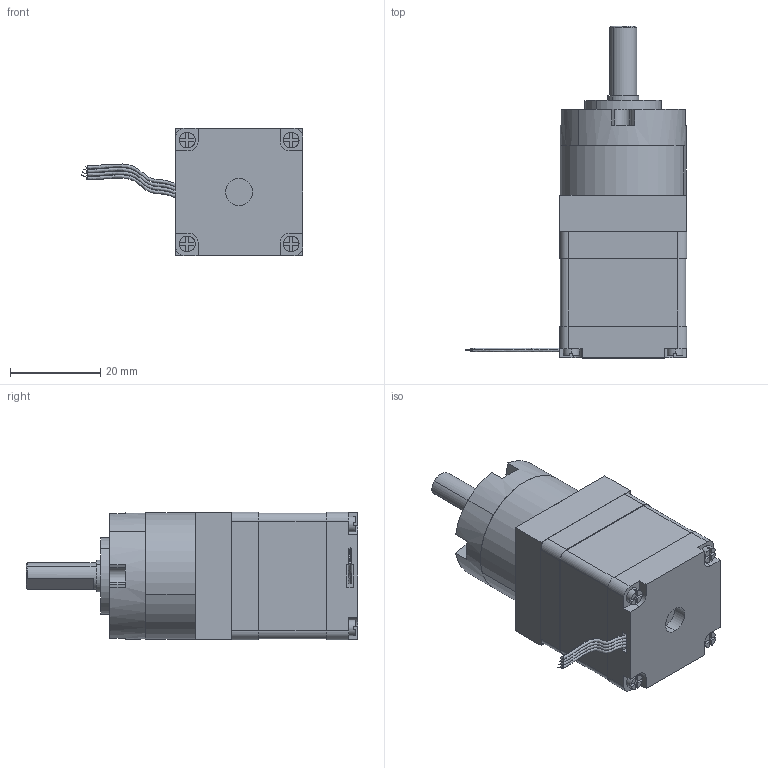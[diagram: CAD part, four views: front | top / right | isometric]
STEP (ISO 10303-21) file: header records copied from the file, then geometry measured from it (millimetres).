
FILE_DESCRIPTION (( 'STEP AP214' ), '1' );
FILE_NAME ('28HS2806A4珨撰厒掀.STEP', '2023-11-13T09:29:35', ( '' ), ( '' ), 'SwSTEP 2.0', 'SolidWorks 2021', '' );
FILE_SCHEMA (( 'AUTOMOTIVE_DESIGN' ));
Length unit declared in the file: millimetre
Products named in the file (7): 28HS2806A4珨撰厒掀; 28HS2806A4-珨撰厒掀.STEP; 28XGJ____.STEP.STEP; 28XGJ________.STEP.STEP; 28XGJ____-0.STEP.STEP; 28XGJ____.STEP-0.STEP; 28HS2806A4.step.STEP
Assembly tree (6 placements, depth 4):
  28HS2806A4珨撰厒掀
    28HS2806A4-珨撰厒掀.STEP
      28XGJ____.STEP.STEP
        28XGJ____.STEP-0.STEP
        28XGJ________.STEP.STEP
        28XGJ____-0.STEP.STEP
      28HS2806A4.step.STEP
Bounding box: 49.1 x 73.5 x 28.2 mm (x, y, z)
Volume: 38927.6 mm3; surface area: 14480.1 mm2
Topology: 4 solids, 4 shells, 329 faces, 865 edges, 560 vertices
Faces by surface type: cylinder 153, plane 139, bspline 20, cone 15, torus 2
Entity records: 17643 total; most frequent: CARTESIAN_POINT 8974, ORIENTED_EDGE 1730, DIRECTION 1599, EDGE_CURVE 865, AXIS2_PLACEMENT_3D 589, VERTEX_POINT 560, LINE 421, VECTOR 421
